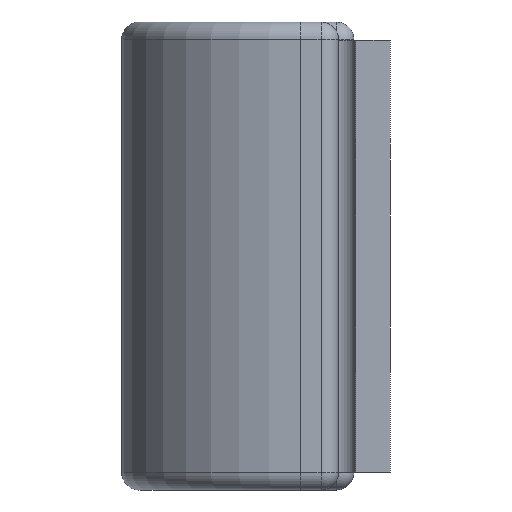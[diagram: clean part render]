
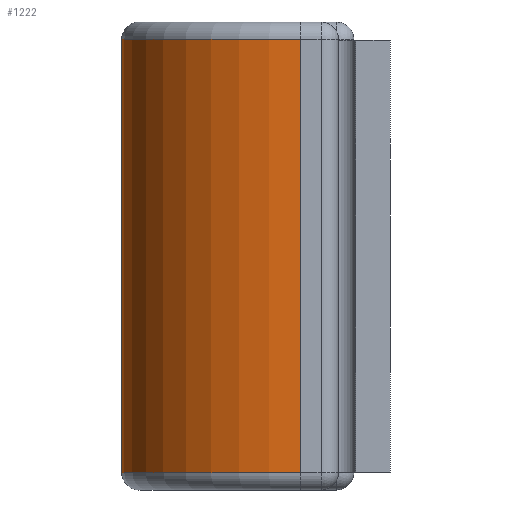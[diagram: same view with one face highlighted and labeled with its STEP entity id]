
A CAD part, left-side view. The second image highlights one B-rep face of the part: STEP entity #1222.
In plain terms, the highlighted cylindrical face has radius 7.874 mm (diameter 15.748 mm), a partial arc.
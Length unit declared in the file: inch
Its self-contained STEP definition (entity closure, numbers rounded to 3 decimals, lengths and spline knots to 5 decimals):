
#2 = ORIENTED_EDGE ( 'NONE', *, *, #1383, .F. ) ;
#12 = CARTESIAN_POINT ( 'NONE',  ( 1.062, 0.15625, 0.375 ) ) ;
#43 = CARTESIAN_POINT ( 'NONE',  ( 1.062, 0.15625, -0.37625 ) ) ;
#73 = DIRECTION ( 'NONE',  ( 0., 0., 1. ) ) ;
#75 = LINE ( 'NONE', #736, #1360 ) ;
#163 = ORIENTED_EDGE ( 'NONE', *, *, #235, .F. ) ;
#184 = DIRECTION ( 'NONE',  ( 0., 0., 1. ) ) ;
#193 = DIRECTION ( 'NONE',  ( 1., 0., 0. ) ) ;
#235 = EDGE_CURVE ( 'NONE', #1591, #896, #75, .T. ) ;
#267 = DIRECTION ( 'NONE',  ( 0., 0., 1. ) ) ;
#277 = VECTOR ( 'NONE', #184, 39.37008 ) ;
#320 = DIRECTION ( 'NONE',  ( 1., 0., 0. ) ) ;
#363 = AXIS2_PLACEMENT_3D ( 'NONE', #12, #634, #320 ) ;
#399 = CARTESIAN_POINT ( 'NONE',  ( 0.752, 0.15625, 0.37625 ) ) ;
#462 = CARTESIAN_POINT ( 'NONE',  ( 0.752, 0.15625, -0.37625 ) ) ;
#634 = DIRECTION ( 'NONE',  ( 0., 0., 1. ) ) ;
#674 = VERTEX_POINT ( 'NONE', #399 ) ;
#736 = CARTESIAN_POINT ( 'NONE',  ( 1.372, 0.15625, -0.37625 ) ) ;
#759 = CARTESIAN_POINT ( 'NONE',  ( 1.372, 0.15625, -0.37625 ) ) ;
#871 = EDGE_CURVE ( 'NONE', #1591, #1206, #1357, .T. ) ;
#896 = VERTEX_POINT ( 'NONE', #978 ) ;
#978 = CARTESIAN_POINT ( 'NONE',  ( 1.372, 0.15625, 0.37625 ) ) ;
#1010 = CARTESIAN_POINT ( 'NONE',  ( 1.062, 0.15625, 0.37625 ) ) ;
#1113 = LINE ( 'NONE', #1578, #277 ) ;
#1120 = DIRECTION ( 'NONE',  ( 0., 0., 1. ) ) ;
#1156 = DIRECTION ( 'NONE',  ( 1., 0., 0. ) ) ;
#1186 = ORIENTED_EDGE ( 'NONE', *, *, #1318, .T. ) ;
#1206 = VERTEX_POINT ( 'NONE', #462 ) ;
#1222 = ADVANCED_FACE ( 'NONE', ( #1375 ), #1441, .T. ) ;
#1253 = AXIS2_PLACEMENT_3D ( 'NONE', #43, #1120, #193 ) ;
#1318 = EDGE_CURVE ( 'NONE', #1206, #674, #1113, .T. ) ;
#1329 = ORIENTED_EDGE ( 'NONE', *, *, #871, .T. ) ;
#1357 = CIRCLE ( 'NONE', #1253, 0.31 ) ;
#1360 = VECTOR ( 'NONE', #267, 39.37008 ) ;
#1373 = CIRCLE ( 'NONE', #1709, 0.31 ) ;
#1375 = FACE_OUTER_BOUND ( 'NONE', #1851, .T. ) ;
#1383 = EDGE_CURVE ( 'NONE', #896, #674, #1373, .T. ) ;
#1441 = CYLINDRICAL_SURFACE ( 'NONE', #363, 0.31 ) ;
#1578 = CARTESIAN_POINT ( 'NONE',  ( 0.752, 0.15625, -0.37625 ) ) ;
#1591 = VERTEX_POINT ( 'NONE', #759 ) ;
#1709 = AXIS2_PLACEMENT_3D ( 'NONE', #1010, #73, #1156 ) ;
#1851 = EDGE_LOOP ( 'NONE', ( #163, #1329, #1186, #2 ) ) ;
